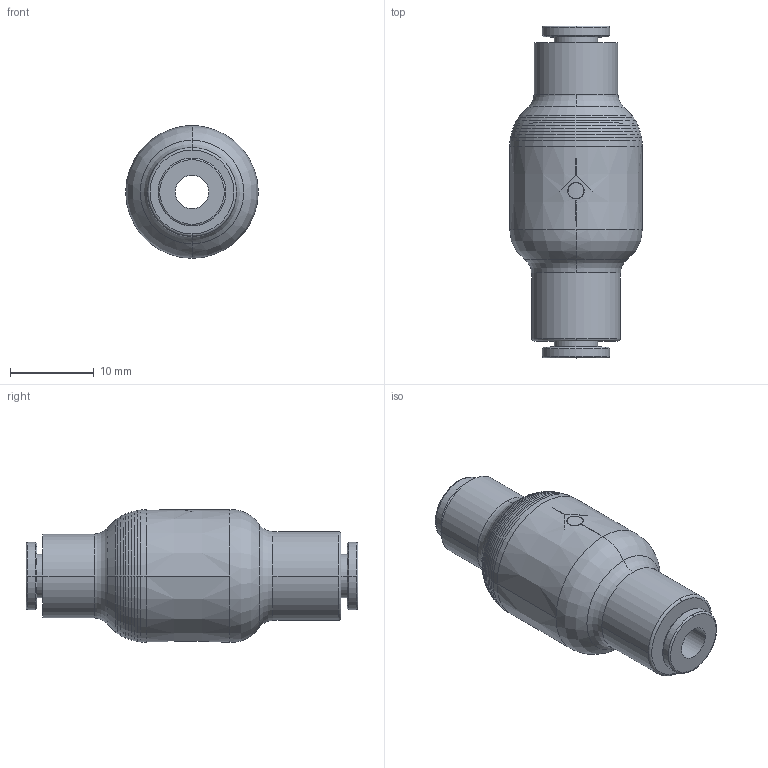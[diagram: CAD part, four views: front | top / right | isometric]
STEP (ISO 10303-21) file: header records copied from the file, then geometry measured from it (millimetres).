
FILE_DESCRIPTION(('STEP AP214'),'1');
FILE_NAME('7996_04_00.stp','2016-07-07T14:53:31',('TraceParts'),('TraceParts S.A.'),'Spatial InterOp 3D',' ',' ');
FILE_SCHEMA(('automotive_design'));
Length unit declared in the file: millimetre
Products named in the file (1): 1
Bounding box: 15.8 x 39.54 x 15.8 mm (x, y, z)
Volume: 4480.4 mm3; surface area: 2371 mm2
Topology: 1 solids, 1 shells, 81 faces, 192 edges, 120 vertices
Faces by surface type: cone 29, plane 21, cylinder 19, torus 12
Entity records: 2451 total; most frequent: CARTESIAN_POINT 472, DIRECTION 461, ORIENTED_EDGE 384, AXIS2_PLACEMENT_3D 192, EDGE_CURVE 192, VERTEX_POINT 120, CIRCLE 104, EDGE_LOOP 90
